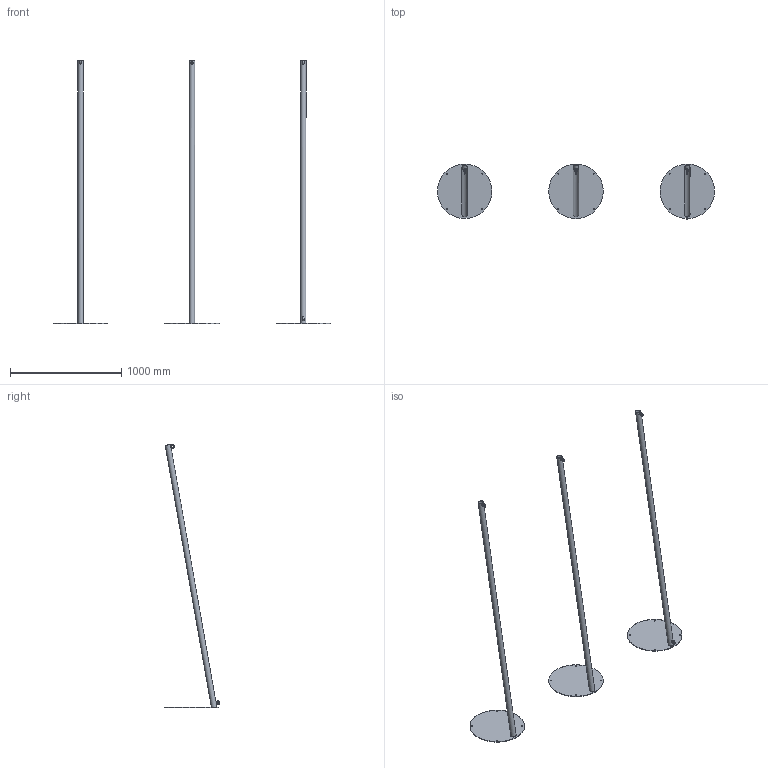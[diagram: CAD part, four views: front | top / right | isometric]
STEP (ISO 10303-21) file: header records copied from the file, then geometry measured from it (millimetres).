
FILE_DESCRIPTION(/* description */ (''),/* implementation_level */ '2;1');
FILE_NAME(/* name */ 'PARTY KIT',/* time_stamp */ '2024-01-11T17:13:01+01:00',/* author */ (''),/* organization */ (''),/* preprocessor_version */ 'ST-DEVELOPER v16.5',/* originating_system */ 'HiCAD 2021 2600.0 Build 209',/* authorisation */ '');
FILE_SCHEMA (('AUTOMOTIVE_DESIGN { 1 0 10303 214 1 1 1 1 }'));
Length unit declared in the file: millimetre
Products named in the file (17): Root; 4mm RVS_Sheet Metal; Pipe 48.3x2_Steel pipes_0; DIN 580-8-A2_Various bolts+screws_0; GEWINDE; DIN 982-M8-10_Nut with squeezing device_0; Paal met 1x oog_Assembly
Assembly tree (18 placements, depth 4):
  Root
    4mm RVS_Sheet Metal
    Pipe 48.3x2_Steel pipes_0
    DIN 580-8-A2_Various bolts+screws_0
      GEWINDE
    DIN 982-M8-10_Nut with squeezing device_0
      GEWINDE
    Paal met 1x oog_Assembly  x2
      4mm RVS_Sheet Metal
      Pipe 48.3x2_Steel pipes_0
      DIN 580-8-A2_Various bolts+screws_0
        GEWINDE
      DIN 982-M8-10_Nut with squeezing device_0
        GEWINDE
    DIN 580-8-A2_Various bolts+screws_0
      GEWINDE
    DIN 982-M8-10_Nut with squeezing device_0
      GEWINDE
Bounding box: 2490 x 502.44 x 2365.93 mm (x, y, z)
Volume: 4358247.5 mm3; surface area: 3253412.8 mm2
Topology: 22 solids, 22 shells, 206 faces, 468 edges, 298 vertices
Faces by surface type: plane 68, cone 68, cylinder 57, bspline 9, torus 4
Full cylindrical faces by diameter (mm): 6.8 x12, 8 x28, 11.7 x4, 20 x4, 44.3 x3, 48.3 x3, 490 x3
Entity records: 7847 total; most frequent: CARTESIAN_POINT 2453, DIRECTION 588, PRESENTATION_STYLE_ASSIGNMENT 501, COLOUR_RGB 487, DRAUGHTING_PRE_DEFINED_CURVE_FONT 486, CURVE_STYLE 486, OVER_RIDING_STYLED_ITEM 486, ORIENTED_EDGE 486
